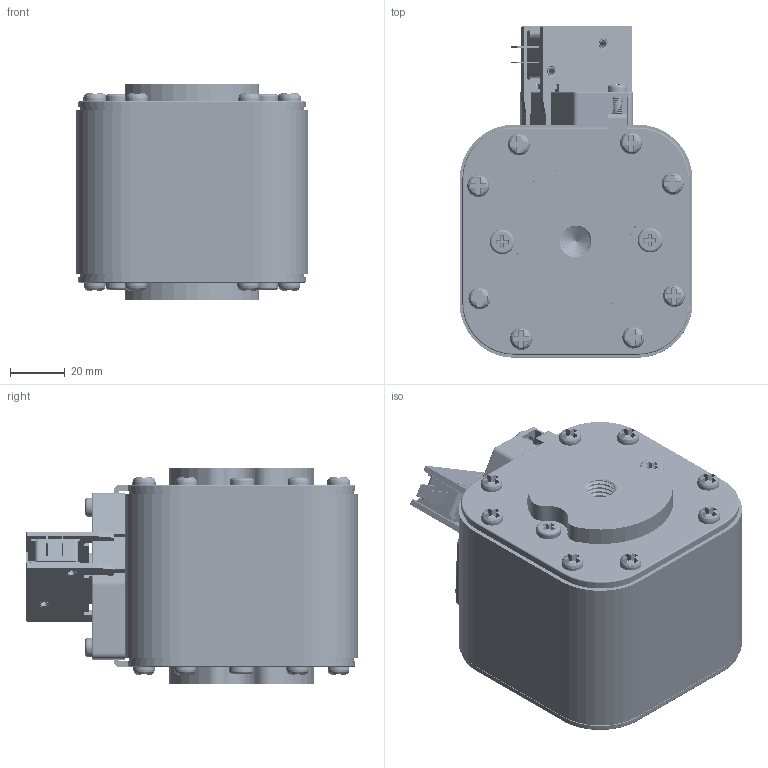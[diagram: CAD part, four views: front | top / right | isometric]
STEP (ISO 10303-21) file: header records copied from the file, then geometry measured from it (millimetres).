
FILE_DESCRIPTION(/* description */ (''),/* implementation_level */ '2;1');
FILE_NAME(/* name */ 'CDRSM-1250.stp',/* time_stamp */ '2025-03-14T13:33:11+08:00',/* author */ (''),/* organization */ (''),/* preprocessor_version */ 'ST-DEVELOPER v16',/* originating_system */ 'SIEMENS PLM Software NX 10.0',/* authorisation */ '');
FILE_SCHEMA (('CONFIG_CONTROL_DESIGN'));
Products named in the file (1): cdrsm-1250
Bounding box: 85 x 120.96 x 79 mm (x, y, z)
Volume: 317376.7 mm3; surface area: 124665.4 mm2
Topology: 37 solids, 37 shells, 1500 faces, 4055 edges, 2683 vertices
Faces by surface type: plane 719, cylinder 615, bspline 82, cone 46, torus 38
Full cylindrical faces by diameter (mm): 1 x1, 2.6 x2, 3 x3, 3.2 x1, 3.3 x18, 3.5 x10, 4 x289, 5 x34, 6 x8, 7 x2, 8 x16, 9 x4, 9.5 x1, 10 x2, 14 x1, 16 x1, 20 x1, 62 x2, 65 x1
Entity records: 146225 total; most frequent: CARTESIAN_POINT 118177, ORIENTED_EDGE 5710, DIRECTION 5361, EDGE_CURVE 2855, VERTEX_POINT 2000, AXIS2_PLACEMENT_3D 1876, LINE 1609, VECTOR 1609
